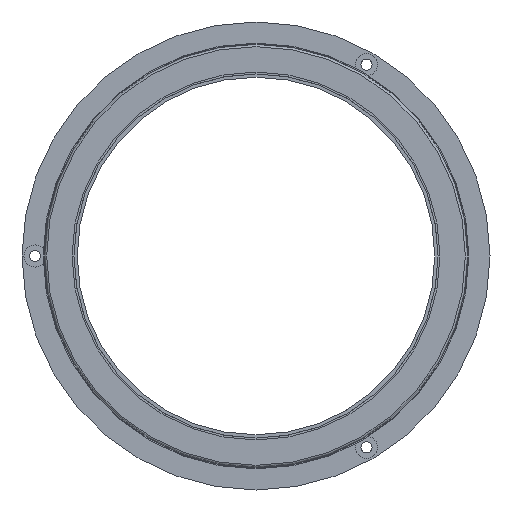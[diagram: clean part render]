
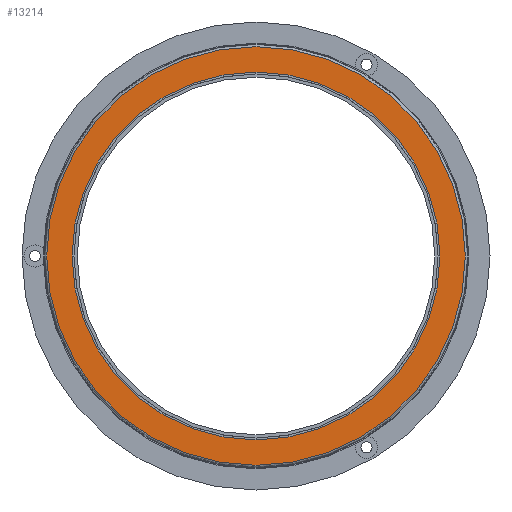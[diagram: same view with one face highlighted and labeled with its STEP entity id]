
A CAD part, left-side view. The second image highlights one B-rep face of the part: STEP entity #13214.
In plain terms, the highlighted planar face has unit normal (-1, 0, 0).
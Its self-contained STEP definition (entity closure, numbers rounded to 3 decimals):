
#6337 = DIRECTION ( 'NONE',  ( 0., -1., 0. ) ) ;
#8020 = AXIS2_PLACEMENT_3D ( 'NONE', #42353, #15558, #58409 ) ;
#8198 = EDGE_CURVE ( 'NONE', #67827, #67827, #56997, .T. ) ;
#11229 = DIRECTION ( 'NONE',  ( -1., 0., 0. ) ) ;
#13214 = ADVANCED_FACE ( 'NONE', ( #16821, #27968 ), #58990, .T. ) ;
#15558 = DIRECTION ( 'NONE',  ( 1., 0., 0. ) ) ;
#15687 = DIRECTION ( 'NONE',  ( 0., 1., 0. ) ) ;
#16523 = CIRCLE ( 'NONE', #68827, 32.2 ) ;
#16821 = FACE_BOUND ( 'NONE', #18454, .T. ) ;
#18454 = EDGE_LOOP ( 'NONE', ( #43978 ) ) ;
#20931 = CARTESIAN_POINT ( 'NONE',  ( -1., 0., 0. ) ) ;
#21247 = AXIS2_PLACEMENT_3D ( 'NONE', #33538, #11229, #6337 ) ;
#23296 = ORIENTED_EDGE ( 'NONE', *, *, #62803, .F. ) ;
#27968 = FACE_OUTER_BOUND ( 'NONE', #29898, .T. ) ;
#29898 = EDGE_LOOP ( 'NONE', ( #23296 ) ) ;
#32666 = VERTEX_POINT ( 'NONE', #38871 ) ;
#33538 = CARTESIAN_POINT ( 'NONE',  ( -1., 28.3, 0. ) ) ;
#38871 = CARTESIAN_POINT ( 'NONE',  ( -1., 32.2, 0. ) ) ;
#41804 = DIRECTION ( 'NONE',  ( 1., 0., 0. ) ) ;
#42353 = CARTESIAN_POINT ( 'NONE',  ( -1., 0., 0. ) ) ;
#43978 = ORIENTED_EDGE ( 'NONE', *, *, #8198, .T. ) ;
#56997 = CIRCLE ( 'NONE', #8020, 28.3 ) ;
#58409 = DIRECTION ( 'NONE',  ( 0., 1., 0. ) ) ;
#58990 = PLANE ( 'NONE',  #21247 ) ;
#62803 = EDGE_CURVE ( 'NONE', #32666, #32666, #16523, .T. ) ;
#67827 = VERTEX_POINT ( 'NONE', #68864 ) ;
#68827 = AXIS2_PLACEMENT_3D ( 'NONE', #20931, #41804, #15687 ) ;
#68864 = CARTESIAN_POINT ( 'NONE',  ( -1., 28.3, 0. ) ) ;
